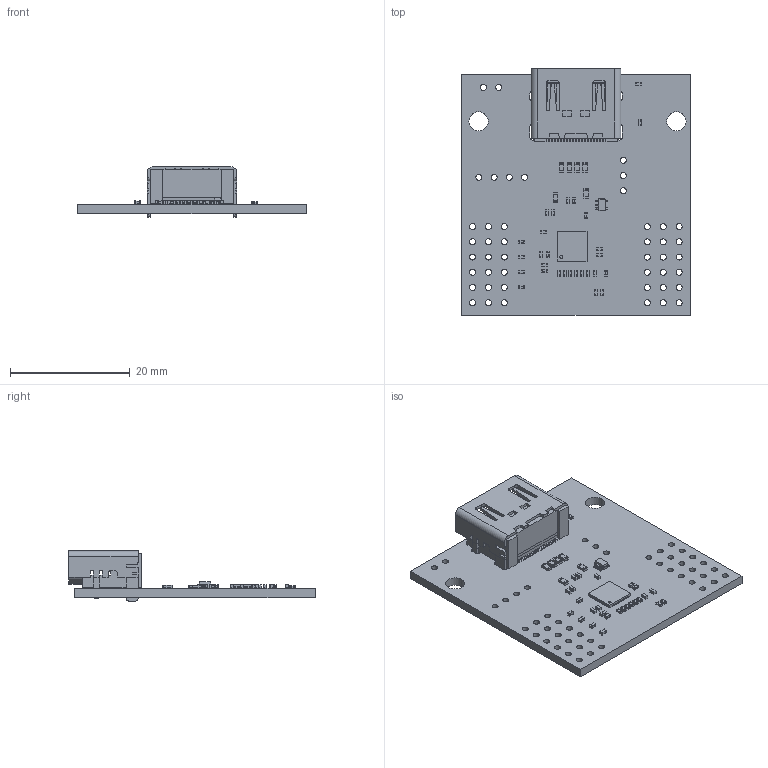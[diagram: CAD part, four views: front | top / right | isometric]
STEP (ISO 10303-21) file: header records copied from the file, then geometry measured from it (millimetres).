
FILE_DESCRIPTION(('FreeCAD Model'),'2;1');
FILE_NAME('Open CASCADE Shape Model','2025-10-17T11:04:20',(''),(''), 'Open CASCADE STEP processor 7.8','FreeCAD','Unknown');
FILE_SCHEMA(('AUTOMOTIVE_DESIGN { 1 0 10303 214 1 1 1 1 }'));
Length unit declared in the file: millimetre
Products named in the file (8): auren-shield 1; R_0603_1608Metric; UQFN-40-1EP_5x5mm_P0.4mm_EP3.8x3.8mm; C_0402_1005Metric; R_0402_1005Metric; SOT-353_SC-70-5; HDMI_A_Molex_208658-1001_Horizontal; auren-shield_PCB
Assembly tree (38 placements, depth 2):
  auren-shield 1
    R_0603_1608Metric  x6
    UQFN-40-1EP_5x5mm_P0.4mm_EP3.8x3.8mm
    C_0402_1005Metric  x16
    R_0402_1005Metric  x12
    SOT-353_SC-70-5
    HDMI_A_Molex_208658-1001_Horizontal
    auren-shield_PCB
Bounding box: 38.15 x 41.08 x 8.39 mm (x, y, z)
Volume: 2915 mm3; surface area: 4722.9 mm2
Topology: 38 solids, 38 shells, 1778 faces, 4763 edges, 3102 vertices
Faces by surface type: plane 1269, cylinder 480, bspline 29
Full cylindrical faces by diameter (mm): 0.5 x1, 1 x45, 3.2 x2
Entity records: 67914 total; most frequent: CARTESIAN_POINT 12414, DIRECTION 9693, LINE 7004, VECTOR 7004, ORIENTED_EDGE 5194, PCURVE 5190, DEFINITIONAL_REPRESENTATION 5190, EDGE_CURVE 2595
